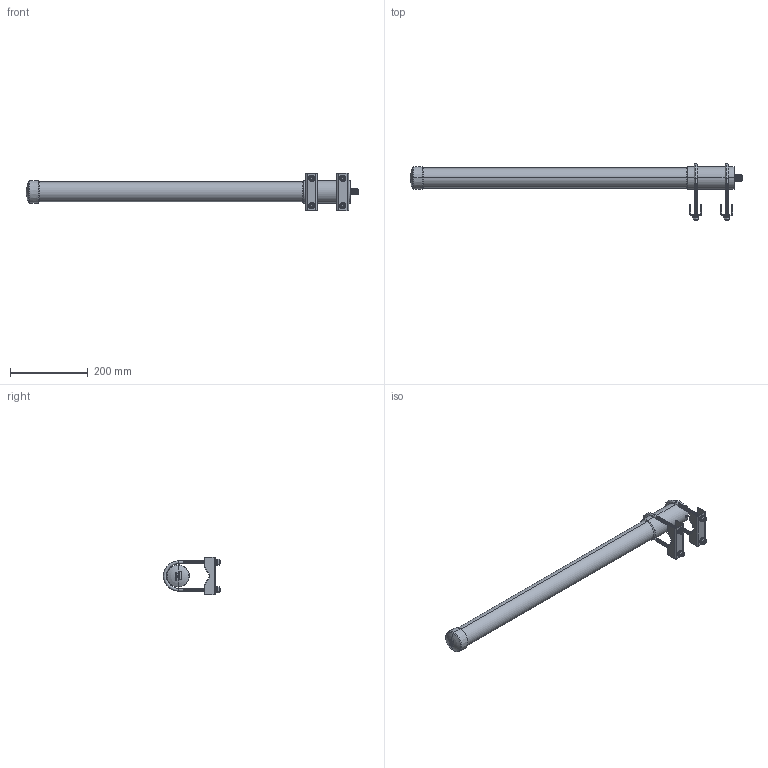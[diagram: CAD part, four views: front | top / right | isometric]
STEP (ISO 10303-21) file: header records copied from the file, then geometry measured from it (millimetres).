
FILE_DESCRIPTION (( 'STEP AP214' ), '1' );
FILE_NAME ('FM51OM1004_3D.step', '2022-12-30T18:18:12', ( '' ), ( '' ), 'SwSTEP 2.0', 'SolidWorks 2022', '' );
FILE_SCHEMA (( 'AUTOMOTIVE_DESIGN' ));
Length unit declared in the file: inch
Products named in the file (3): HG2458-06U-PRO; HG2458-06U-PRO_U-Bolt Bracket; FM51OM1004_3D
Assembly tree (3 placements, depth 2):
  FM51OM1004_3D
    HG2458-06U-PRO
    HG2458-06U-PRO_U-Bolt Bracket  x2
Bounding box: 854.18 x 147.07 x 95.25 mm (x, y, z)
Volume: 1887176.9 mm3; surface area: 204122.2 mm2
Topology: 6 solids, 6 shells, 1854 faces, 3898 edges, 2087 vertices
Faces by surface type: cone 1486, plane 220, cylinder 100, torus 44, bspline 4
Entity records: 40671 total; most frequent: CARTESIAN_POINT 5447, DIRECTION 5122, ORIENTED_EDGE 4356, EDGE_CURVE 2178, AXIS2_PLACEMENT_3D 1994, VERTEX_POINT 1183, LINE 1134, VECTOR 1134
